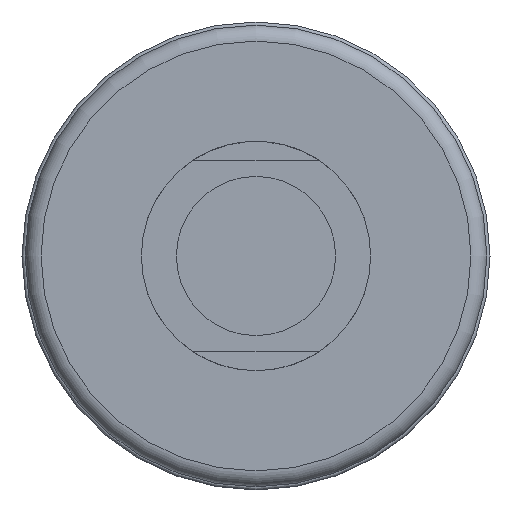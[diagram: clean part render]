
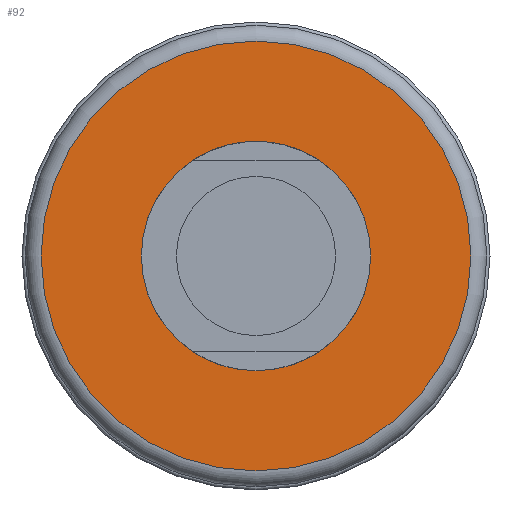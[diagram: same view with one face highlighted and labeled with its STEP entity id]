
A CAD part, left-side view. The second image highlights one B-rep face of the part: STEP entity #92.
In plain terms, the highlighted planar face has unit normal (-1, 0, 0).
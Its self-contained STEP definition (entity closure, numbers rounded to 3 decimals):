
#92 = ADVANCED_FACE( '', ( #160, #161 ), #162, .F. );
#160 = FACE_OUTER_BOUND( '', #291, .T. );
#161 = FACE_BOUND( '', #292, .T. );
#162 = PLANE( '', #293 );
#291 = EDGE_LOOP( '', ( #437 ) );
#292 = EDGE_LOOP( '', ( #438 ) );
#293 = AXIS2_PLACEMENT_3D( '', #439, #440, #441 );
#437 = ORIENTED_EDGE( '', *, *, #595, .F. );
#438 = ORIENTED_EDGE( '', *, *, #596, .T. );
#439 = CARTESIAN_POINT( '', ( -81.7, 0., 0. ) );
#440 = DIRECTION( '', ( 1., 0., 0. ) );
#441 = DIRECTION( '', ( 0., 0., -1. ) );
#595 = EDGE_CURVE( '', #681, #681, #682, .T. );
#596 = EDGE_CURVE( '', #683, #683, #684, .T. );
#681 = VERTEX_POINT( '', #828 );
#682 = CIRCLE( '', #829, 27. );
#683 = VERTEX_POINT( '', #830 );
#684 = CIRCLE( '', #831, 14.4 );
#828 = CARTESIAN_POINT( '', ( -81.7, 0., -27. ) );
#829 = AXIS2_PLACEMENT_3D( '', #956, #957, #958 );
#830 = CARTESIAN_POINT( '', ( -81.7, 0., -14.4 ) );
#831 = AXIS2_PLACEMENT_3D( '', #959, #960, #961 );
#956 = CARTESIAN_POINT( '', ( -81.7, 0., 0. ) );
#957 = DIRECTION( '', ( 1., 0., 0. ) );
#958 = DIRECTION( '', ( 0., 0., -1. ) );
#959 = CARTESIAN_POINT( '', ( -81.7, 0., 0. ) );
#960 = DIRECTION( '', ( 1., 0., 0. ) );
#961 = DIRECTION( '', ( 0., 0., -1. ) );
